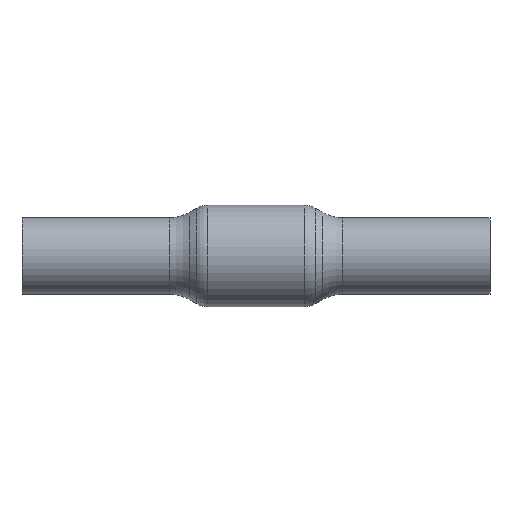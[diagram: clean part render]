
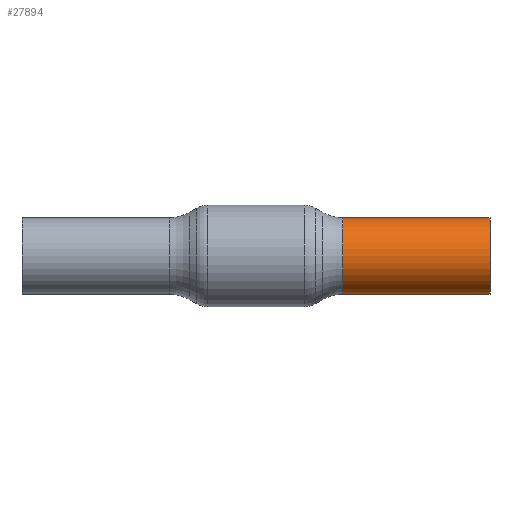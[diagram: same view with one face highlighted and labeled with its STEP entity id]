
A CAD part, front view. The second image highlights one B-rep face of the part: STEP entity #27894.
In plain terms, the highlighted cylindrical face has radius 21.2 mm (diameter 42.4 mm), a partial arc.
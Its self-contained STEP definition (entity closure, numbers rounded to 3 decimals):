
#4164 = CARTESIAN_POINT ( 'NONE',  ( -62.69, 0., -21.2 ) ) ;
#8718 = DIRECTION ( 'NONE',  ( 0., 0., 1. ) ) ;
#9528 = CARTESIAN_POINT ( 'NONE',  ( -62.69, 0., 21.2 ) ) ;
#14564 = VERTEX_POINT ( 'NONE', #22903 ) ;
#14593 = DIRECTION ( 'NONE',  ( 1., 0., 0. ) ) ;
#15787 = CIRCLE ( 'NONE', #53359, 21.2 ) ;
#15984 = ORIENTED_EDGE ( 'NONE', *, *, #44653, .T. ) ;
#16475 = CARTESIAN_POINT ( 'NONE',  ( 130., 0., 21.2 ) ) ;
#17239 = CARTESIAN_POINT ( 'NONE',  ( 48.106, 0., 0. ) ) ;
#18561 = DIRECTION ( 'NONE',  ( 0., 0., 1. ) ) ;
#20329 = LINE ( 'NONE', #4164, #33131 ) ;
#21016 = FACE_OUTER_BOUND ( 'NONE', #49918, .T. ) ;
#22191 = CARTESIAN_POINT ( 'NONE',  ( 48.106, 0., -21.2 ) ) ;
#22377 = ORIENTED_EDGE ( 'NONE', *, *, #52188, .F. ) ;
#22903 = CARTESIAN_POINT ( 'NONE',  ( 48.106, 0., 21.2 ) ) ;
#27894 = ADVANCED_FACE ( 'NONE', ( #21016 ), #37701, .T. ) ;
#29174 = ORIENTED_EDGE ( 'NONE', *, *, #35501, .F. ) ;
#29324 = AXIS2_PLACEMENT_3D ( 'NONE', #52197, #34955, #18561 ) ;
#29794 = LINE ( 'NONE', #9528, #49405 ) ;
#30814 = VERTEX_POINT ( 'NONE', #43759 ) ;
#33131 = VECTOR ( 'NONE', #37282, 1000. ) ;
#33898 = DIRECTION ( 'NONE',  ( -1., 0., 0. ) ) ;
#34955 = DIRECTION ( 'NONE',  ( -1., 0., 0. ) ) ;
#35501 = EDGE_CURVE ( 'NONE', #51310, #14564, #45401, .T. ) ;
#37282 = DIRECTION ( 'NONE',  ( -1., 0., 0. ) ) ;
#37701 = CYLINDRICAL_SURFACE ( 'NONE', #29324, 21.2 ) ;
#43759 = CARTESIAN_POINT ( 'NONE',  ( 130., 0., -21.2 ) ) ;
#44653 = EDGE_CURVE ( 'NONE', #54044, #14564, #29794, .T. ) ;
#45401 = CIRCLE ( 'NONE', #48907, 21.2 ) ;
#48484 = DIRECTION ( 'NONE',  ( 0., 0., -1. ) ) ;
#48670 = ORIENTED_EDGE ( 'NONE', *, *, #50593, .F. ) ;
#48907 = AXIS2_PLACEMENT_3D ( 'NONE', #17239, #33898, #8718 ) ;
#49405 = VECTOR ( 'NONE', #51419, 1000. ) ;
#49918 = EDGE_LOOP ( 'NONE', ( #48670, #22377, #15984, #29174 ) ) ;
#50593 = EDGE_CURVE ( 'NONE', #30814, #51310, #20329, .T. ) ;
#51310 = VERTEX_POINT ( 'NONE', #22191 ) ;
#51419 = DIRECTION ( 'NONE',  ( -1., 0., 0. ) ) ;
#52075 = CARTESIAN_POINT ( 'NONE',  ( 130., 0., 0. ) ) ;
#52188 = EDGE_CURVE ( 'NONE', #54044, #30814, #15787, .T. ) ;
#52197 = CARTESIAN_POINT ( 'NONE',  ( -62.69, 0., 0. ) ) ;
#53359 = AXIS2_PLACEMENT_3D ( 'NONE', #52075, #14593, #48484 ) ;
#54044 = VERTEX_POINT ( 'NONE', #16475 ) ;
